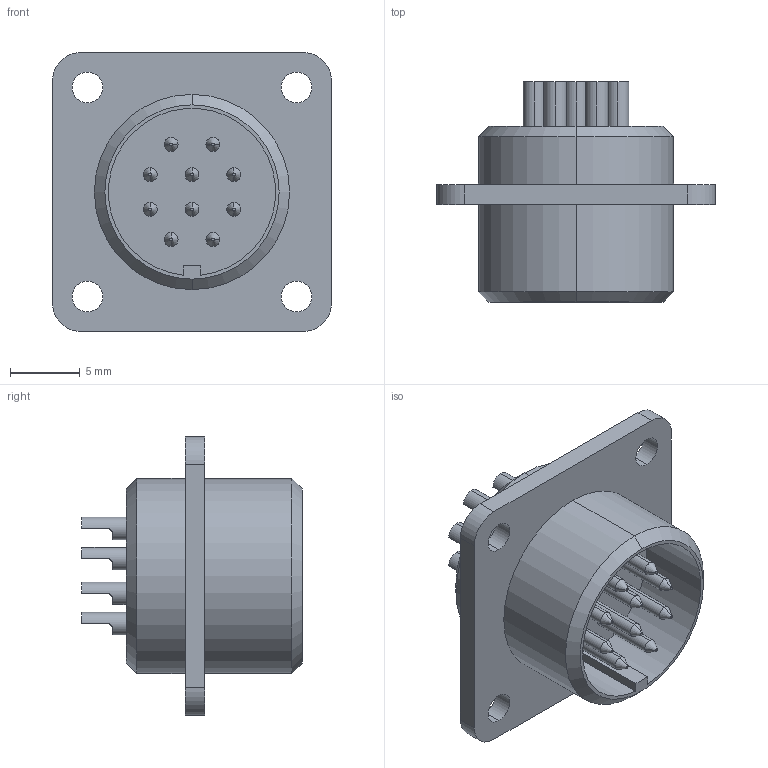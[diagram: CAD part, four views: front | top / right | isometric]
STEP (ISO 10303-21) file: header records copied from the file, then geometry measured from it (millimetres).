
FILE_DESCRIPTION (( 'STEP AP214' ), '1' );
FILE_NAME ('User Library-py04-10z.STEP', '2018-12-22T22:29:43', ( '' ), ( '' ), 'SwSTEP 2.0', 'SolidWorks 2018', '' );
FILE_SCHEMA (( 'AUTOMOTIVE_DESIGN' ));
Length unit declared in the file: millimetre
Products named in the file (1): User Library-py04-10z
Bounding box: 20 x 15.8 x 20 mm (x, y, z)
Volume: 1632.2 mm3; surface area: 1979.1 mm2
Topology: 1 solids, 1 shells, 196 faces, 492 edges, 322 vertices
Faces by surface type: cylinder 99, plane 73, cone 24
Entity records: 6362 total; most frequent: CARTESIAN_POINT 1331, DIRECTION 1074, ORIENTED_EDGE 984, EDGE_CURVE 492, AXIS2_PLACEMENT_3D 425, VERTEX_POINT 322, EDGE_LOOP 228, CIRCLE 228
